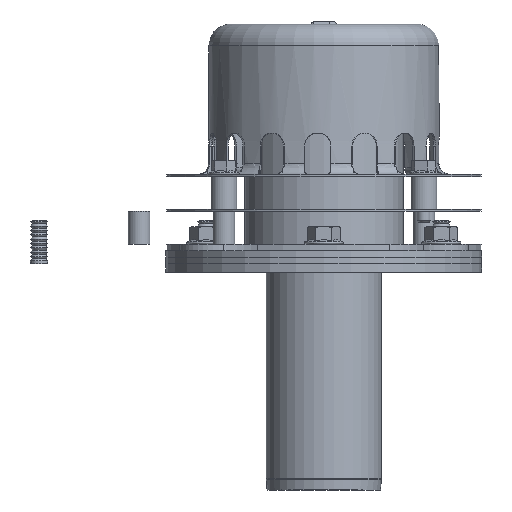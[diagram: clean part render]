
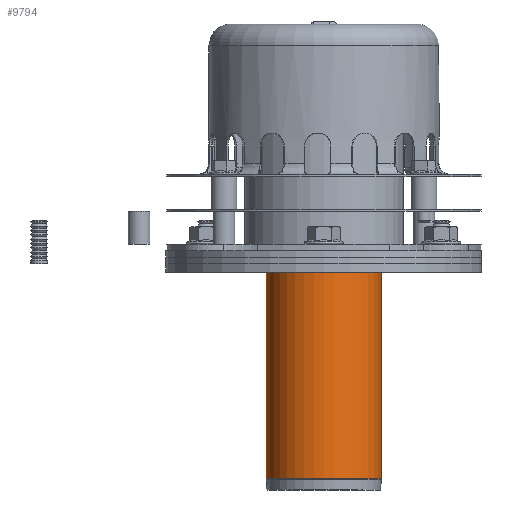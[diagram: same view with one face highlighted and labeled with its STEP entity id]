
A CAD part, left-side view. The second image highlights one B-rep face of the part: STEP entity #9794.
In plain terms, the highlighted cylindrical face has radius 265 mm (diameter 530 mm), a full revolution.
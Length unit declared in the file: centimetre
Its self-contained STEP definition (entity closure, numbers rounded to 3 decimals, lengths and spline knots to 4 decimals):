
#1617=FACE_OUTER_BOUND('',#2274,.T.);
#2274=EDGE_LOOP('',(#9069,#9070,#9071,#9072,#9073));
#2750=LINE('',#20210,#3217);
#3217=VECTOR('',#13648,26.5);
#3769=CIRCLE('',#10940,26.5);
#3770=CIRCLE('',#10941,26.5);
#3771=CIRCLE('',#10943,26.5);
#4699=VERTEX_POINT('',#20203);
#4700=VERTEX_POINT('',#20205);
#4701=VERTEX_POINT('',#20209);
#6158=EDGE_CURVE('',#4699,#4700,#3769,.T.);
#6159=EDGE_CURVE('',#4700,#4699,#3770,.T.);
#6160=EDGE_CURVE('',#4700,#4701,#2750,.T.);
#6161=EDGE_CURVE('',#4701,#4701,#3771,.T.);
#9069=ORIENTED_EDGE('',*,*,#6159,.F.);
#9070=ORIENTED_EDGE('',*,*,#6160,.T.);
#9071=ORIENTED_EDGE('',*,*,#6161,.T.);
#9072=ORIENTED_EDGE('',*,*,#6160,.F.);
#9073=ORIENTED_EDGE('',*,*,#6158,.F.);
#9228=CYLINDRICAL_SURFACE('',#10942,26.5);
#9794=ADVANCED_FACE('',(#1617),#9228,.T.);
#10940=AXIS2_PLACEMENT_3D('',#20206,#13642,#13643);
#10941=AXIS2_PLACEMENT_3D('',#20207,#13644,#13645);
#10942=AXIS2_PLACEMENT_3D('',#20208,#13646,#13647);
#10943=AXIS2_PLACEMENT_3D('',#20211,#13649,#13650);
#13642=DIRECTION('center_axis',(0.,0.,-1.));
#13643=DIRECTION('ref_axis',(-1.,0.,0.));
#13644=DIRECTION('center_axis',(0.,0.,-1.));
#13645=DIRECTION('ref_axis',(-1.,0.,0.));
#13646=DIRECTION('center_axis',(0.,0.,-1.));
#13647=DIRECTION('ref_axis',(1.,0.,0.));
#13648=DIRECTION('',(0.,0.,1.));
#13649=DIRECTION('center_axis',(0.,0.,-1.));
#13650=DIRECTION('ref_axis',(1.,0.,0.));
#20203=CARTESIAN_POINT('',(667.8647,401.9055,-56.8035));
#20205=CARTESIAN_POINT('',(641.3647,428.4055,-56.8035));
#20206=CARTESIAN_POINT('Origin',(667.8647,428.4055,-56.8035));
#20207=CARTESIAN_POINT('Origin',(667.8647,428.4055,-56.8035));
#20208=CARTESIAN_POINT('Origin',(667.8647,428.4055,-9.5327));
#20209=CARTESIAN_POINT('',(641.3647,428.4055,38.));
#20210=CARTESIAN_POINT('',(641.3647,428.4055,-9.5327));
#20211=CARTESIAN_POINT('Origin',(667.8647,428.4055,38.));
